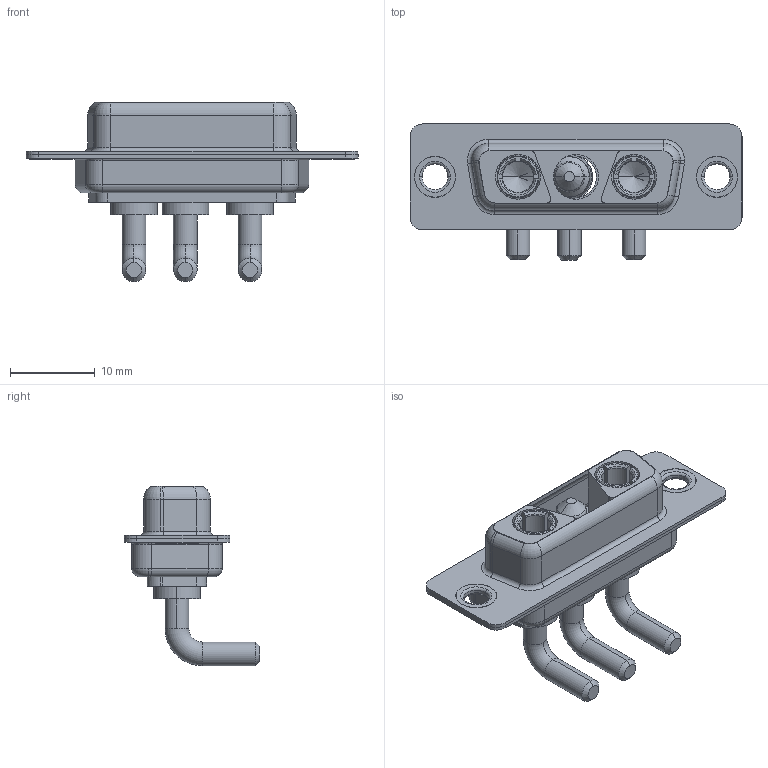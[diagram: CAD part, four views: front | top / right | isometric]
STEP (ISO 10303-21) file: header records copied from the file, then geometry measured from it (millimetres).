
FILE_DESCRIPTION (( 'STEP AP203' ), '1' );
FILE_NAME ('630-3WK3640-2N1.STEP', '2022-05-30T19:53:02', ( '' ), ( '' ), 'SwSTEP 2.0', 'SolidWorks 2020', '' );
FILE_SCHEMA (( 'CONFIG_CONTROL_DESIGN' ));
Length unit declared in the file: millimetre
Products named in the file (7): 630Combo Housing_3WK3; 630-3WK3640-2N1; Power Pin_20A RA; 630Combo Shell Rear_15 Contacts; 630Combo Thru Hole Rivet; Power Socket_20A RA; 630Combo Shell Front_15 Contacts
Assembly tree (8 placements, depth 2):
  630-3WK3640-2N1
    630Combo Housing_3WK3
    630Combo Shell Front_15 Contacts
    630Combo Shell Rear_15 Contacts
    630Combo Thru Hole Rivet  x2
    Power Socket_20A RA  x2
    Power Pin_20A RA
Bounding box: 39.2 x 16.05 x 21.2 mm (x, y, z)
Volume: 2417.2 mm3; surface area: 5545.8 mm2
Topology: 11 solids, 11 shells, 462 faces, 1134 edges, 711 vertices
Faces by surface type: cylinder 197, plane 140, torus 81, cone 41, bspline 3
Entity records: 11974 total; most frequent: CARTESIAN_POINT 2290, DIRECTION 2010, ORIENTED_EDGE 1788, EDGE_CURVE 894, AXIS2_PLACEMENT_3D 823, VERTEX_POINT 562, CIRCLE 445, EDGE_LOOP 410
